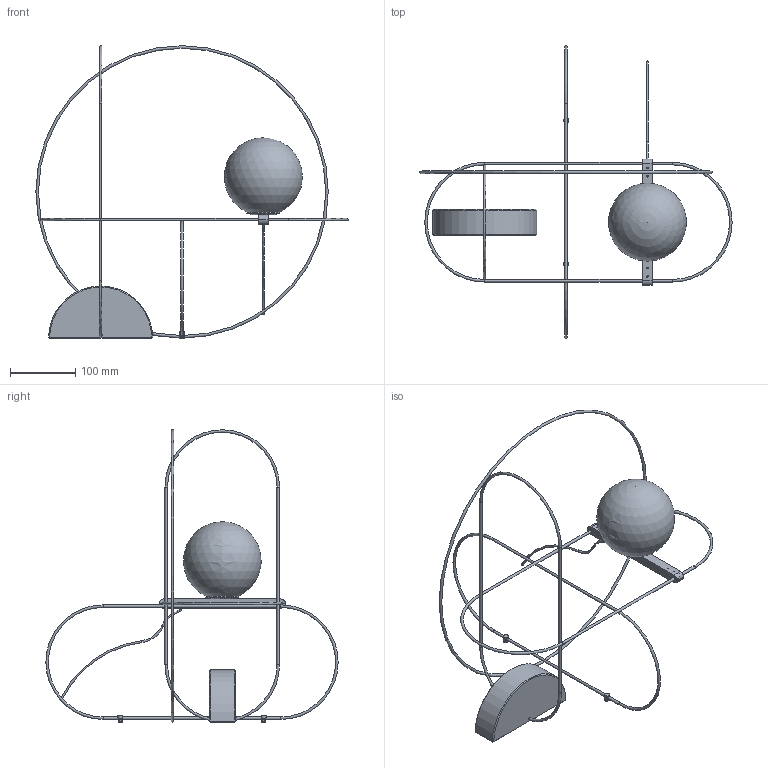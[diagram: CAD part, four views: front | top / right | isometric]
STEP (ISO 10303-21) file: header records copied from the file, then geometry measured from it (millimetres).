
FILE_DESCRIPTION(/* description */ (''),/* implementation_level */ '2;1');
FILE_NAME(/* name */ 'F440105500xxWL.stp',/* time_stamp */ '2020-01-14T11:31:15+01:00',/* author */ ('sghezzi'),/* organization */ (''),/* preprocessor_version */ 'ST-DEVELOPER v17.2',/* originating_system */ 'Autodesk Inventor 2019',/* authorisation */ '');
FILE_SCHEMA (('AUTOMOTIVE_DESIGN { 1 0 10303 214 3 1 1 }','FEATURE_BASED_PROCESS_PLANNING'));
Length unit declared in the file: millimetre
Products named in the file (23): 4401_SETAREH TAV CERCHIO; 007440100_STRUTTURA METALLICA SETAREH; 007440100_A_ANELLO_152-396; 007440100_B_ANELLO_160-416; 007440100_C_CERCHIO_D396; 007440100_D_PERNO; 007440110_TRAVE CHIUSURA SUPPORTO LED PICCOLA ORIZ. ALL; 007438010_TRAVE CHIUSURA.0005; 007440105_TRAVE SUPPORTO LED PICCOLA ORIZ. ALL; 007438005_TRAVE SUPPORTO LED.0011; 007438015_FONDELLO REGGI VETRO; 007438020_MOLLA REGGI VETRO; 007438025_DISSIPATORE LED; AS 1427 - M3 x 8(6) II; LED_LUMINUS_CXM9_AC00; DIN EN ISO 7045 - M3 x 4 - 4.8 - H; CAVO_D3-STR02; 007440115_PIEDINO SETAREH TAVOLO; ISO 4026 - M6 x 4 - ISO; ASME_ANSI B18.3.5M - M3x6(1); 002438000_DIFFUSORE VETRO SFERA D120; 003440100_CONTRAPPESO MARMO SETAREH TAVOLO; 003440110_FELTRO SOTTOBASE MARMO SETAREH TAVOLO
Assembly tree (29 placements, depth 3):
  4401_SETAREH TAV CERCHIO
    007440100_STRUTTURA METALLICA SETAREH
      007440100_A_ANELLO_152-396  x2
      007440100_B_ANELLO_160-416
      007440100_C_CERCHIO_D396
      007440100_D_PERNO
    007440110_TRAVE CHIUSURA SUPPORTO LED PICCOLA ORIZ. ALL
      007438010_TRAVE CHIUSURA.0005
    007440105_TRAVE SUPPORTO LED PICCOLA ORIZ. ALL
      007438005_TRAVE SUPPORTO LED.0011
    007438015_FONDELLO REGGI VETRO
    007438020_MOLLA REGGI VETRO
    007438025_DISSIPATORE LED
    AS 1427 - M3 x 8(6) II  x2
    LED_LUMINUS_CXM9_AC00
    DIN EN ISO 7045 - M3 x 4 - 4.8 - H  x2
    CAVO_D3-STR02
    007440115_PIEDINO SETAREH TAVOLO  x2
    ISO 4026 - M6 x 4 - ISO  x2
    ASME_ANSI B18.3.5M - M3x6(1)  x2
    002438000_DIFFUSORE VETRO SFERA D120
    003440100_CONTRAPPESO MARMO SETAREH TAVOLO
    003440110_FELTRO SOTTOBASE MARMO SETAREH TAVOLO  x2
Bounding box: 479.5 x 449 x 449.3 mm (x, y, z)
Volume: 603743.1 mm3; surface area: 226840 mm2
Topology: 26 solids, 26 shells, 582 faces, 1617 edges, 1084 vertices
Faces by surface type: plane 335, cylinder 117, cone 82, torus 34, bspline 8, sphere 6
Full cylindrical faces by diameter (mm): 2.459 x8, 2.5 x6, 2.693 x2, 2.729 x2, 3 x8, 3.2 x9, 4 x6, 5.3 x2, 5.35 x2, 6 x2, 8 x3, 8.5 x1, 9 x1, 10.5 x1, 32 x1, 45 x1
Entity records: 16485 total; most frequent: CARTESIAN_POINT 3386, DIRECTION 2632, ORIENTED_EDGE 2544, EDGE_CURVE 1272, AXIS2_PLACEMENT_3D 932, VERTEX_POINT 859, LINE 768, VECTOR 768
